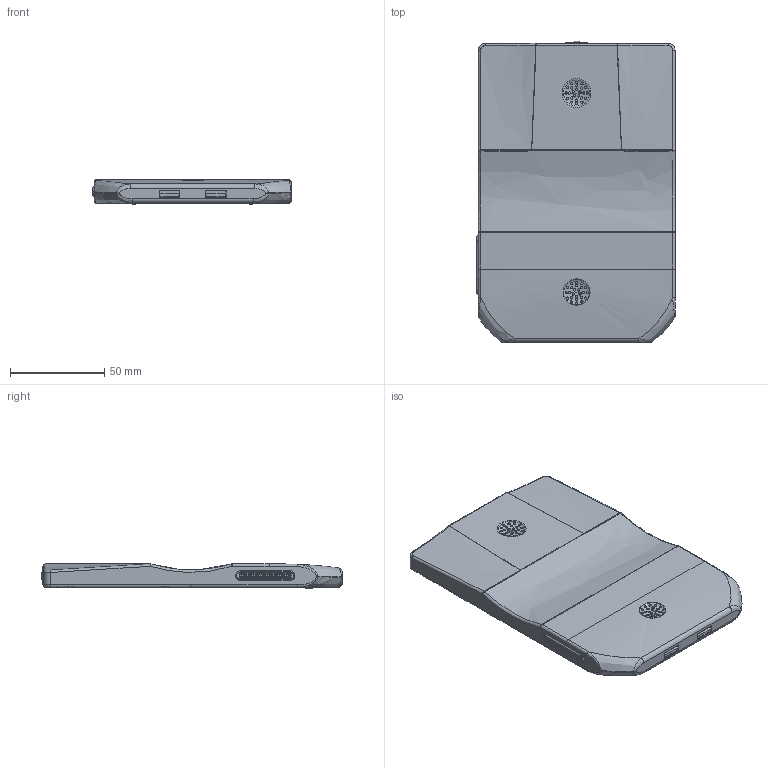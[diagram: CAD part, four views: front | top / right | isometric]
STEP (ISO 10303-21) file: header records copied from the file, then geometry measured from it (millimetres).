
FILE_DESCRIPTION(('FreeCAD Model'),'2;1');
FILE_NAME('Open CASCADE Shape Model','2025-04-26T15:53:50',('FreeCAD'),( 'FreeCAD'),'Open CASCADE STEP processor 7.6','FreeCAD','Unknown');
FILE_SCHEMA(('AUTOMOTIVE_DESIGN { 1 0 10303 214 1 1 1 1 }'));
Products named in the file (1): Open CASCADE STEP translator 7.6 1
Bounding box: 105.26 x 160.36 x 12.95 mm (x, y, z)
Volume: 185742.2 mm3; surface area: 41220.3 mm2
Topology: 1 solids, 1 shells, 816 faces, 2035 edges, 1340 vertices
Faces by surface type: bspline 816
Entity records: 39417 total; most frequent: CARTESIAN_POINT 27433, ORIENTED_EDGE 4016, EDGE_CURVE 2008, B_SPLINE_CURVE_WITH_KNOTS 1448, VERTEX_POINT 1340, FACE_BOUND 962, EDGE_LOOP 962, ADVANCED_FACE 816
